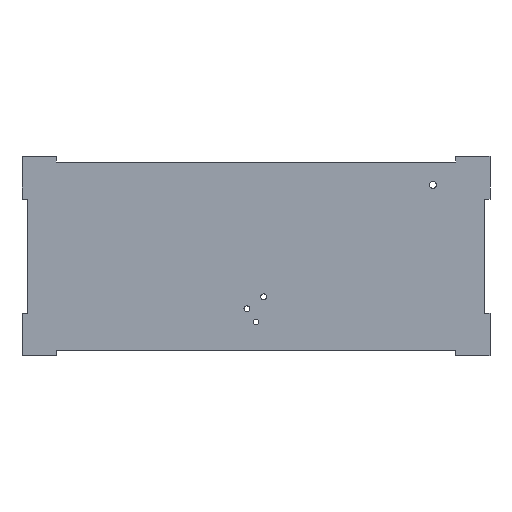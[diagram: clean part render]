
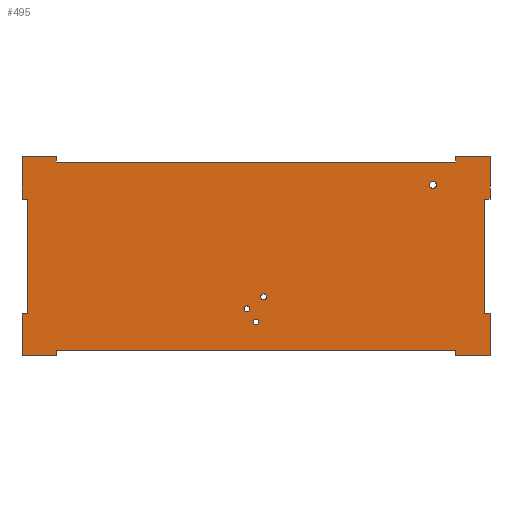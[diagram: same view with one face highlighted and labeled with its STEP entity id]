
A CAD part, front view. The second image highlights one B-rep face of the part: STEP entity #495.
In plain terms, the highlighted planar face has unit normal (0, -1, 0).
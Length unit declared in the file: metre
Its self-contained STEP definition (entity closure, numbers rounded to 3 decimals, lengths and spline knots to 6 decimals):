
#36=LINE('',#752,#96);
#37=LINE('',#755,#97);
#38=LINE('',#757,#98);
#39=LINE('',#759,#99);
#40=LINE('',#761,#100);
#41=LINE('',#763,#101);
#42=LINE('',#765,#102);
#43=LINE('',#767,#103);
#44=LINE('',#769,#104);
#45=LINE('',#771,#105);
#46=LINE('',#773,#106);
#47=LINE('',#775,#107);
#48=LINE('',#777,#108);
#49=LINE('',#779,#109);
#50=LINE('',#781,#110);
#51=LINE('',#783,#111);
#52=LINE('',#785,#112);
#53=LINE('',#787,#113);
#54=LINE('',#789,#114);
#55=LINE('',#791,#115);
#96=VECTOR('',#605,1.);
#97=VECTOR('',#606,1.);
#98=VECTOR('',#607,1.);
#99=VECTOR('',#608,1.);
#100=VECTOR('',#609,1.);
#101=VECTOR('',#610,1.);
#102=VECTOR('',#611,1.);
#103=VECTOR('',#612,1.);
#104=VECTOR('',#613,1.);
#105=VECTOR('',#614,1.);
#106=VECTOR('',#615,1.);
#107=VECTOR('',#616,1.);
#108=VECTOR('',#617,1.);
#109=VECTOR('',#618,1.);
#110=VECTOR('',#619,1.);
#111=VECTOR('',#620,1.);
#112=VECTOR('',#621,1.);
#113=VECTOR('',#622,1.);
#114=VECTOR('',#623,1.);
#115=VECTOR('',#624,1.);
#160=ORIENTED_EDGE('',*,*,#296,.F.);
#161=ORIENTED_EDGE('',*,*,#297,.F.);
#162=ORIENTED_EDGE('',*,*,#298,.T.);
#163=ORIENTED_EDGE('',*,*,#299,.F.);
#164=ORIENTED_EDGE('',*,*,#300,.F.);
#165=ORIENTED_EDGE('',*,*,#301,.T.);
#166=ORIENTED_EDGE('',*,*,#302,.F.);
#167=ORIENTED_EDGE('',*,*,#303,.F.);
#168=ORIENTED_EDGE('',*,*,#304,.T.);
#169=ORIENTED_EDGE('',*,*,#305,.F.);
#170=ORIENTED_EDGE('',*,*,#306,.F.);
#171=ORIENTED_EDGE('',*,*,#307,.F.);
#172=ORIENTED_EDGE('',*,*,#308,.T.);
#173=ORIENTED_EDGE('',*,*,#309,.F.);
#174=ORIENTED_EDGE('',*,*,#310,.T.);
#175=ORIENTED_EDGE('',*,*,#311,.T.);
#176=ORIENTED_EDGE('',*,*,#312,.F.);
#177=ORIENTED_EDGE('',*,*,#313,.T.);
#178=ORIENTED_EDGE('',*,*,#314,.T.);
#179=ORIENTED_EDGE('',*,*,#315,.T.);
#180=ORIENTED_EDGE('',*,*,#316,.F.);
#181=ORIENTED_EDGE('',*,*,#317,.F.);
#182=ORIENTED_EDGE('',*,*,#318,.F.);
#183=ORIENTED_EDGE('',*,*,#319,.F.);
#296=EDGE_CURVE('',#364,#364,#392,.T.);
#297=EDGE_CURVE('',#365,#366,#36,.T.);
#298=EDGE_CURVE('',#365,#367,#37,.T.);
#299=EDGE_CURVE('',#368,#367,#38,.T.);
#300=EDGE_CURVE('',#369,#368,#39,.T.);
#301=EDGE_CURVE('',#369,#370,#40,.T.);
#302=EDGE_CURVE('',#371,#370,#41,.T.);
#303=EDGE_CURVE('',#372,#371,#42,.T.);
#304=EDGE_CURVE('',#372,#373,#43,.T.);
#305=EDGE_CURVE('',#374,#373,#44,.T.);
#306=EDGE_CURVE('',#375,#374,#45,.T.);
#307=EDGE_CURVE('',#376,#375,#46,.T.);
#308=EDGE_CURVE('',#376,#377,#47,.T.);
#309=EDGE_CURVE('',#378,#377,#48,.T.);
#310=EDGE_CURVE('',#378,#379,#49,.T.);
#311=EDGE_CURVE('',#379,#380,#50,.T.);
#312=EDGE_CURVE('',#381,#380,#51,.T.);
#313=EDGE_CURVE('',#381,#382,#52,.T.);
#314=EDGE_CURVE('',#382,#383,#53,.T.);
#315=EDGE_CURVE('',#383,#384,#54,.T.);
#316=EDGE_CURVE('',#366,#384,#55,.T.);
#317=EDGE_CURVE('',#385,#385,#393,.T.);
#318=EDGE_CURVE('',#386,#386,#394,.T.);
#319=EDGE_CURVE('',#387,#387,#395,.T.);
#364=VERTEX_POINT('',#751);
#365=VERTEX_POINT('',#753);
#366=VERTEX_POINT('',#754);
#367=VERTEX_POINT('',#756);
#368=VERTEX_POINT('',#758);
#369=VERTEX_POINT('',#760);
#370=VERTEX_POINT('',#762);
#371=VERTEX_POINT('',#764);
#372=VERTEX_POINT('',#766);
#373=VERTEX_POINT('',#768);
#374=VERTEX_POINT('',#770);
#375=VERTEX_POINT('',#772);
#376=VERTEX_POINT('',#774);
#377=VERTEX_POINT('',#776);
#378=VERTEX_POINT('',#778);
#379=VERTEX_POINT('',#780);
#380=VERTEX_POINT('',#782);
#381=VERTEX_POINT('',#784);
#382=VERTEX_POINT('',#786);
#383=VERTEX_POINT('',#788);
#384=VERTEX_POINT('',#790);
#385=VERTEX_POINT('',#793);
#386=VERTEX_POINT('',#795);
#387=VERTEX_POINT('',#797);
#392=CIRCLE('',#541,0.003);
#393=CIRCLE('',#542,0.00255);
#394=CIRCLE('',#543,0.00255);
#395=CIRCLE('',#544,0.00255);
#401=EDGE_LOOP('',(#160));
#402=EDGE_LOOP('',(#161,#162,#163,#164,#165,#166,#167,#168,#169,#170,#171,
#172,#173,#174,#175,#176,#177,#178,#179,#180));
#403=EDGE_LOOP('',(#181));
#404=EDGE_LOOP('',(#182));
#405=EDGE_LOOP('',(#183));
#439=FACE_BOUND('',#401,.T.);
#440=FACE_BOUND('',#402,.T.);
#441=FACE_BOUND('',#403,.T.);
#442=FACE_BOUND('',#404,.T.);
#443=FACE_BOUND('',#405,.T.);
#473=PLANE('',#540);
#495=ADVANCED_FACE('',(#439,#440,#441,#442,#443),#473,.T.);
#540=AXIS2_PLACEMENT_3D('',#749,#601,#602);
#541=AXIS2_PLACEMENT_3D('',#750,#603,#604);
#542=AXIS2_PLACEMENT_3D('',#792,#625,#626);
#543=AXIS2_PLACEMENT_3D('',#794,#627,#628);
#544=AXIS2_PLACEMENT_3D('',#796,#629,#630);
#601=DIRECTION('',(0.,-1.,0.));
#602=DIRECTION('',(1.,0.,0.));
#603=DIRECTION('',(0.,-1.,0.));
#604=DIRECTION('',(0.,0.,-1.));
#605=DIRECTION('',(-1.,0.,0.));
#606=DIRECTION('',(0.,0.,1.));
#607=DIRECTION('',(1.,0.,0.));
#608=DIRECTION('',(0.,0.,-1.));
#609=DIRECTION('',(1.,0.,0.));
#610=DIRECTION('',(0.,0.,-1.));
#611=DIRECTION('',(1.,0.,0.));
#612=DIRECTION('',(0.,0.,-1.));
#613=DIRECTION('',(1.,0.,0.));
#614=DIRECTION('',(0.,0.,-1.));
#615=DIRECTION('',(1.,0.,0.));
#616=DIRECTION('',(0.,0.,-1.));
#617=DIRECTION('',(-1.,0.,0.));
#618=DIRECTION('',(0.,0.,-1.));
#619=DIRECTION('',(-1.,0.,0.));
#620=DIRECTION('',(0.,0.,1.));
#621=DIRECTION('',(1.,0.,0.));
#622=DIRECTION('',(0.,0.,1.));
#623=DIRECTION('',(1.,0.,0.));
#624=DIRECTION('',(0.,0.,1.));
#625=DIRECTION('',(0.,-1.,0.));
#626=DIRECTION('',(0.,0.,-1.));
#627=DIRECTION('',(0.,-1.,0.));
#628=DIRECTION('',(0.,0.,-1.));
#629=DIRECTION('',(0.,-1.,0.));
#630=DIRECTION('',(0.,0.,-1.));
#749=CARTESIAN_POINT('',(0.,-0.005,0.));
#750=CARTESIAN_POINT('',(0.155,-0.005,0.0625));
#751=CARTESIAN_POINT('',(0.155,-0.005,0.0595));
#752=CARTESIAN_POINT('',(0.19,-0.005,-0.087));
#753=CARTESIAN_POINT('',(0.205,-0.005,-0.087));
#754=CARTESIAN_POINT('',(0.175,-0.005,-0.087));
#755=CARTESIAN_POINT('',(0.205,-0.005,-0.06875));
#756=CARTESIAN_POINT('',(0.205,-0.005,-0.05));
#757=CARTESIAN_POINT('',(0.2025,-0.005,-0.05));
#758=CARTESIAN_POINT('',(0.2,-0.005,-0.05));
#759=CARTESIAN_POINT('',(0.2,-0.005,0.));
#760=CARTESIAN_POINT('',(0.2,-0.005,0.05));
#761=CARTESIAN_POINT('',(0.2025,-0.005,0.05));
#762=CARTESIAN_POINT('',(0.205,-0.005,0.05));
#763=CARTESIAN_POINT('',(0.205,-0.005,0.06875));
#764=CARTESIAN_POINT('',(0.205,-0.005,0.0875));
#765=CARTESIAN_POINT('',(0.,-0.005,0.0875));
#766=CARTESIAN_POINT('',(0.175,-0.005,0.0875));
#767=CARTESIAN_POINT('',(0.175,-0.005,0.085));
#768=CARTESIAN_POINT('',(0.175,-0.005,0.0825));
#769=CARTESIAN_POINT('',(0.,-0.005,0.0825));
#770=CARTESIAN_POINT('',(-0.175,-0.005,0.0825));
#771=CARTESIAN_POINT('',(-0.175,-0.005,0.085));
#772=CARTESIAN_POINT('',(-0.175,-0.005,0.0875));
#773=CARTESIAN_POINT('',(0.,-0.005,0.0875));
#774=CARTESIAN_POINT('',(-0.205,-0.005,0.0875));
#775=CARTESIAN_POINT('',(-0.205,-0.005,0.06875));
#776=CARTESIAN_POINT('',(-0.205,-0.005,0.05));
#777=CARTESIAN_POINT('',(-0.2025,-0.005,0.05));
#778=CARTESIAN_POINT('',(-0.2,-0.005,0.05));
#779=CARTESIAN_POINT('',(-0.2,-0.005,0.));
#780=CARTESIAN_POINT('',(-0.2,-0.005,-0.05));
#781=CARTESIAN_POINT('',(-0.2025,-0.005,-0.05));
#782=CARTESIAN_POINT('',(-0.205,-0.005,-0.05));
#783=CARTESIAN_POINT('',(-0.205,-0.005,-0.06875));
#784=CARTESIAN_POINT('',(-0.205,-0.005,-0.087));
#785=CARTESIAN_POINT('',(-0.19,-0.005,-0.087));
#786=CARTESIAN_POINT('',(-0.175,-0.005,-0.087));
#787=CARTESIAN_POINT('',(-0.175,-0.005,-0.085));
#788=CARTESIAN_POINT('',(-0.175,-0.005,-0.0825));
#789=CARTESIAN_POINT('',(0.,-0.005,-0.0825));
#790=CARTESIAN_POINT('',(0.175,-0.005,-0.0825));
#791=CARTESIAN_POINT('',(0.175,-0.005,-0.085));
#792=CARTESIAN_POINT('',(0.006616,-0.005,-0.035472));
#793=CARTESIAN_POINT('',(0.006616,-0.005,-0.038022));
#794=CARTESIAN_POINT('',(-0.007984,-0.005,-0.046));
#795=CARTESIAN_POINT('',(-0.007984,-0.005,-0.04855));
#796=CARTESIAN_POINT('',(0.,-0.005,-0.0575));
#797=CARTESIAN_POINT('',(0.,-0.005,-0.06005));
